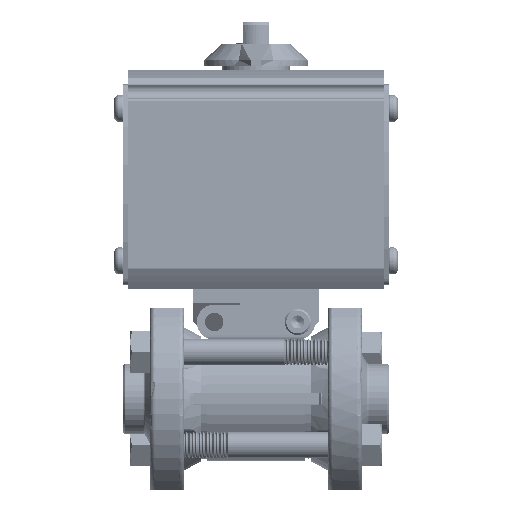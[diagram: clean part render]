
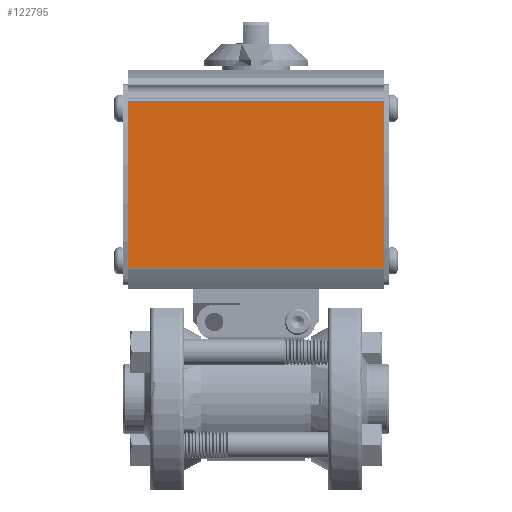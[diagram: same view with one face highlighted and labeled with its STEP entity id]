
A CAD part, top view. The second image highlights one B-rep face of the part: STEP entity #122795.
In plain terms, the highlighted planar face has unit normal (0, 0, 1).
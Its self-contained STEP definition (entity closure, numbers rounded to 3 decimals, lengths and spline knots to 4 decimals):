
#5473 = VERTEX_POINT ( 'NONE', #92019 ) ;
#6254 = VECTOR ( 'NONE', #81223, 39.3701 ) ;
#9904 = EDGE_CURVE ( 'NONE', #30455, #5473, #31902, .T. ) ;
#12883 = CARTESIAN_POINT ( 'NONE',  ( -1.5275, 1.5679, 1.17 ) ) ;
#13484 = DIRECTION ( 'NONE',  ( 0., -1., 0. ) ) ;
#17451 = ORIENTED_EDGE ( 'NONE', *, *, #58347, .T. ) ;
#21488 = VECTOR ( 'NONE', #80698, 39.3701 ) ;
#23421 = AXIS2_PLACEMENT_3D ( 'NONE', #32483, #71497, #13484 ) ;
#25172 = ORIENTED_EDGE ( 'NONE', *, *, #9904, .T. ) ;
#30455 = VERTEX_POINT ( 'NONE', #98783 ) ;
#31902 = LINE ( 'NONE', #90978, #6254 ) ;
#32483 = CARTESIAN_POINT ( 'NONE',  ( -5.0403, 3.5694, 1.17 ) ) ;
#33765 = LINE ( 'NONE', #111670, #108186 ) ;
#37484 = DIRECTION ( 'NONE',  ( 1., 0., 0. ) ) ;
#43770 = DIRECTION ( 'NONE',  ( 0., -1., 0. ) ) ;
#50318 = LINE ( 'NONE', #70933, #21488 ) ;
#50447 = ORIENTED_EDGE ( 'NONE', *, *, #72595, .F. ) ;
#57242 = EDGE_LOOP ( 'NONE', ( #112395, #25172, #50447, #17451 ) ) ;
#58347 = EDGE_CURVE ( 'NONE', #80989, #114432, #65370, .T. ) ;
#65370 = LINE ( 'NONE', #105413, #117005 ) ;
#70933 = CARTESIAN_POINT ( 'NONE',  ( -1.5275, 3.5694, 1.17 ) ) ;
#71497 = DIRECTION ( 'NONE',  ( 0., 0., -1. ) ) ;
#72595 = EDGE_CURVE ( 'NONE', #80989, #5473, #50318, .T. ) ;
#80698 = DIRECTION ( 'NONE',  ( 0., 1., 0. ) ) ;
#80989 = VERTEX_POINT ( 'NONE', #12883 ) ;
#81223 = DIRECTION ( 'NONE',  ( -1., 0., 0. ) ) ;
#90978 = CARTESIAN_POINT ( 'NONE',  ( -5.0403, 3.5621, 1.17 ) ) ;
#92019 = CARTESIAN_POINT ( 'NONE',  ( -1.5275, 3.5621, 1.17 ) ) ;
#98783 = CARTESIAN_POINT ( 'NONE',  ( 1.5275, 3.5621, 1.17 ) ) ;
#99152 = EDGE_CURVE ( 'NONE', #30455, #114432, #33765, .T. ) ;
#104607 = FACE_OUTER_BOUND ( 'NONE', #57242, .T. ) ;
#105413 = CARTESIAN_POINT ( 'NONE',  ( -5.0403, 1.5679, 1.17 ) ) ;
#108186 = VECTOR ( 'NONE', #43770, 39.3701 ) ;
#110056 = CARTESIAN_POINT ( 'NONE',  ( 1.5275, 1.5679, 1.17 ) ) ;
#111670 = CARTESIAN_POINT ( 'NONE',  ( 1.5275, 3.5694, 1.17 ) ) ;
#112395 = ORIENTED_EDGE ( 'NONE', *, *, #99152, .F. ) ;
#114432 = VERTEX_POINT ( 'NONE', #110056 ) ;
#117005 = VECTOR ( 'NONE', #37484, 39.3701 ) ;
#119850 = PLANE ( 'NONE',  #23421 ) ;
#122795 = ADVANCED_FACE ( 'NONE', ( #104607 ), #119850, .F. ) ;
